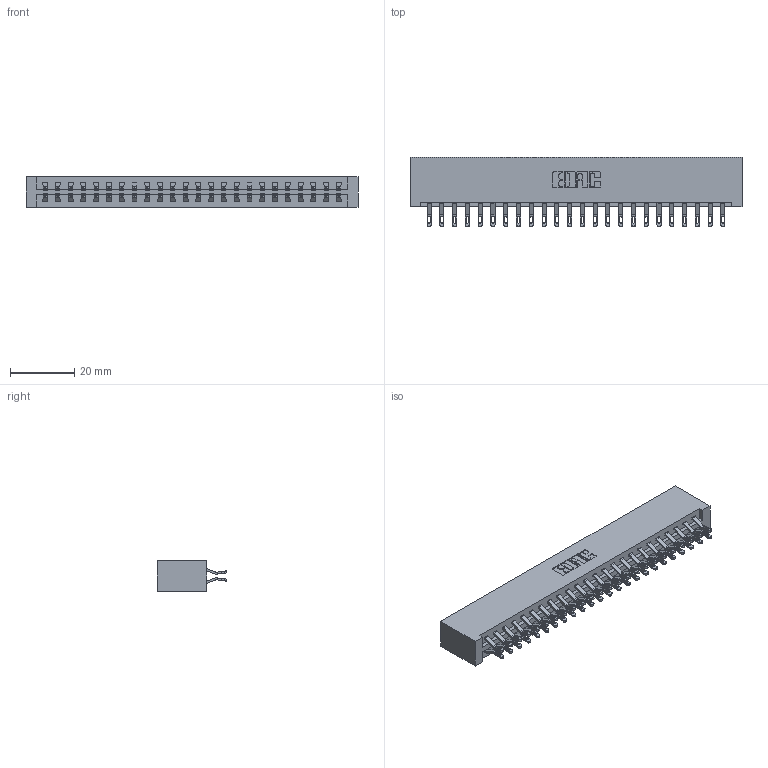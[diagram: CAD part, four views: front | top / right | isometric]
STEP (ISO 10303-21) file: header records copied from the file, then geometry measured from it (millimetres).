
FILE_DESCRIPTION (( 'STEP AP203' ), '1' );
FILE_NAME ('337-048-555-201.STEP', '2019-10-09T15:02:23', ( '' ), ( '' ), 'SwSTEP 2.0', 'SolidWorks 2016', '' );
FILE_SCHEMA (( 'CONFIG_CONTROL_DESIGN' ));
Length unit declared in the file: inch
Products named in the file (3): 337 Part_No Mounting Lugs; 337-048-555-201; 345-292-001_555 Tail
Assembly tree (49 placements, depth 2):
  337-048-555-201
    337 Part_No Mounting Lugs
    345-292-001_555 Tail  x48
Bounding box: 102.97 x 21.47 x 9.4 mm (x, y, z)
Volume: 11512.3 mm3; surface area: 13420.6 mm2
Topology: 49 solids, 49 shells, 2986 faces, 9359 edges, 6238 vertices
Faces by surface type: plane 1794, cylinder 1192
Entity records: 20985 total; most frequent: CARTESIAN_POINT 3584, ORIENTED_EDGE 3490, DIRECTION 3045, EDGE_CURVE 1745, VECTOR 1605, LINE 1605, VERTEX_POINT 1162, AXIS2_PLACEMENT_3D 720
